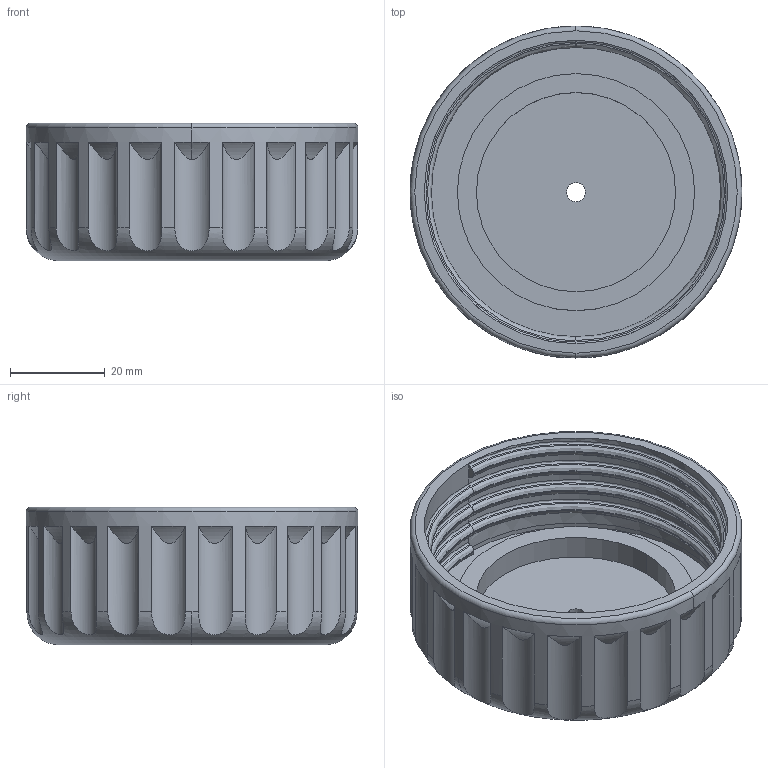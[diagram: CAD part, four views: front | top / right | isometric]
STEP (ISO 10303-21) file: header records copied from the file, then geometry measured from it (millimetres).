
FILE_DESCRIPTION(('CATIA V5 STEP Exchange'),'2;1');
FILE_NAME('BOS_V2_FILTER_LID.stp','2023-11-26T18:58:30+00:00',('none'),('none'),'CATIA Unofficial Packaging Version SP3','CATIA V5 STEP AP203','none');
FILE_SCHEMA(('CONFIG_CONTROL_DESIGN'));
Length unit declared in the file: millimetre
Products named in the file (1): BOS_V2_FILTER_LID
Bounding box: 70 x 70 x 29 mm (x, y, z)
Volume: 35778.1 mm3; surface area: 21209.5 mm2
Topology: 1 solids, 1 shells, 144 faces, 348 edges, 210 vertices
Faces by surface type: bspline 64, cylinder 44, torus 28, plane 8
Entity records: 6564 total; most frequent: CARTESIAN_POINT 4009, ORIENTED_EDGE 696, EDGE_CURVE 348, DIRECTION 242, VERTEX_POINT 210, EDGE_LOOP 150, ADVANCED_FACE 144, FACE_OUTER_BOUND 144
